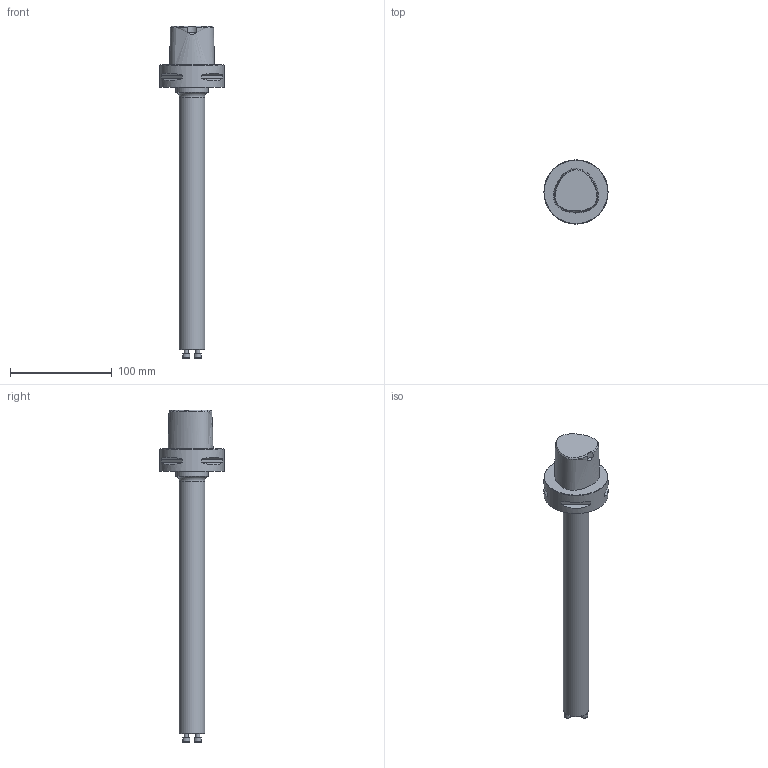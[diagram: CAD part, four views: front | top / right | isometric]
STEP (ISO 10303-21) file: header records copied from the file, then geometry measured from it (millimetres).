
FILE_DESCRIPTION(/* description */ (''),/* implementation_level */ '2;1');
FILE_NAME(/* name */ '1529071560297.stp',/* time_stamp */ '2018-06-15T16:06:07+02:00',/* author */ (''),/* organization */ ('SMS'),/* preprocessor_version */ 'ST-DEVELOPER v15',/* originating_system */ 'SIEMENS PLM Software NX 8.5',/* authorisation */ '');
FILE_SCHEMA (('AUTOMOTIVE_DESIGN { 1 0 10303 214 3 1 1 1 }'));
Length unit declared in the file: millimetre
Products named in the file (1): C6-SL-3C_25_280_CR-M
Bounding box: 63 x 63 x 326 mm (x, y, z)
Volume: 250800.7 mm3; surface area: 36661.4 mm2
Topology: 1 solids, 1 shells, 72 faces, 167 edges, 123 vertices
Faces by surface type: plane 44, cylinder 18, cone 7, bspline 2, torus 1
Full cylindrical faces by diameter (mm): 4 x3, 7 x3, 25 x1, 32 x1, 63 x1
Entity records: 2707 total; most frequent: CARTESIAN_POINT 1097, DIRECTION 304, ORIENTED_EDGE 278, EDGE_CURVE 139, AXIS2_PLACEMENT_3D 110, EDGE_LOOP 104, VERTEX_POINT 101, LINE 84
